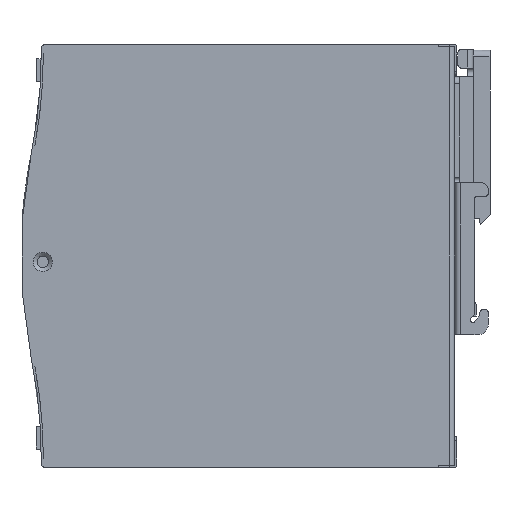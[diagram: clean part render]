
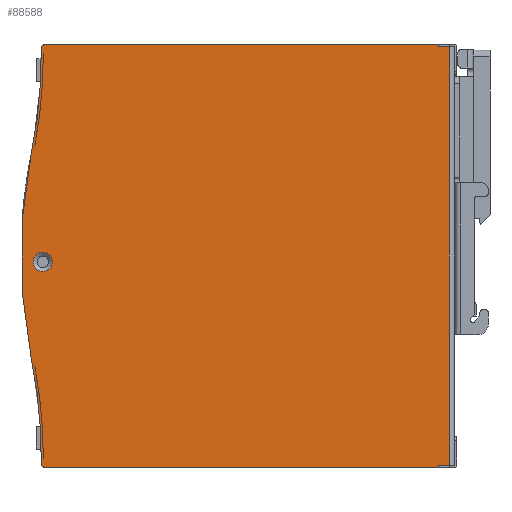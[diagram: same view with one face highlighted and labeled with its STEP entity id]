
A CAD part, front view. The second image highlights one B-rep face of the part: STEP entity #88588.
In plain terms, the highlighted planar face has unit normal (0, -1, 0).
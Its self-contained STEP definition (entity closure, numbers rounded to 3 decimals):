
#9982=CARTESIAN_POINT('',(1779.235,13.486,9046.731));
#9983=VERTEX_POINT('',#9982);
#9990=CARTESIAN_POINT('',(1782.251,13.486,9015.251));
#9991=VERTEX_POINT('',#9990);
#9992=CARTESIAN_POINT('',(1929.642,13.486,9045.252));
#9993=DIRECTION('',(0.0,-1.0,0.0));
#9994=DIRECTION('',(1.0,0.0,0.0));
#9995=AXIS2_PLACEMENT_3D('',#9992,#9993,#9994);
#9996=CIRCLE('',#9995,150.414);
#9997=EDGE_CURVE('',#9983,#9991,#9996,.T.);
#10047=CARTESIAN_POINT('',(1782.251,13.486,8955.031));
#10048=VERTEX_POINT('',#10047);
#10065=CARTESIAN_POINT('',(1634.793,13.486,8985.141));
#10066=DIRECTION('',(0.0,-1.0,0.0));
#10067=DIRECTION('',(1.0,0.0,0.0));
#10068=AXIS2_PLACEMENT_3D('',#10065,#10066,#10067);
#10069=CIRCLE('',#10068,150.5);
#10070=EDGE_CURVE('',#10048,#9991,#10069,.T.);
#10269=CARTESIAN_POINT('',(1779.235,13.486,8923.551));
#10270=VERTEX_POINT('',#10269);
#10271=CARTESIAN_POINT('',(1929.642,13.486,8925.03));
#10272=DIRECTION('',(0.0,-1.0,0.0));
#10273=DIRECTION('',(1.0,0.0,0.0));
#10274=AXIS2_PLACEMENT_3D('',#10271,#10272,#10273);
#10275=CIRCLE('',#10274,150.414);
#10276=EDGE_CURVE('',#10048,#10270,#10275,.T.);
#20301=CARTESIAN_POINT('',(1781.106,13.486,9018.007));
#20302=VERTEX_POINT('',#20301);
#20309=CARTESIAN_POINT('',(1778.628,13.486,9045.202));
#20310=VERTEX_POINT('',#20309);
#20311=CARTESIAN_POINT('',(1929.659,13.486,9045.254));
#20312=DIRECTION('',(0.0,-1.0,0.0));
#20313=DIRECTION('',(1.0,0.0,0.0));
#20314=AXIS2_PLACEMENT_3D('',#20311,#20312,#20313);
#20315=CIRCLE('',#20314,151.031);
#20316=EDGE_CURVE('',#20310,#20302,#20315,.T.);
#21011=CARTESIAN_POINT('',(1661.527,13.486,9047.741));
#21012=VERTEX_POINT('',#21011);
#21019=CARTESIAN_POINT('',(1778.235,13.486,9047.741));
#21020=VERTEX_POINT('',#21019);
#21021=CARTESIAN_POINT('',(1661.527,13.486,9047.741));
#21022=DIRECTION('',(1.0,0.0,0.0));
#21023=VECTOR('',#21022,116.709);
#21024=LINE('',#21021,#21023);
#21025=EDGE_CURVE('',#21012,#21020,#21024,.T.);
#30297=CARTESIAN_POINT('',(1661.527,13.486,9047.141));
#30298=VERTEX_POINT('',#30297);
#30299=CARTESIAN_POINT('',(1661.527,13.486,9047.741));
#30300=DIRECTION('',(0.0,0.0,-1.0));
#30301=VECTOR('',#30300,0.6);
#30302=LINE('',#30299,#30301);
#30303=EDGE_CURVE('',#21012,#30298,#30302,.T.);
#30567=CARTESIAN_POINT('',(1661.527,13.486,8923.141));
#30568=VERTEX_POINT('',#30567);
#30569=CARTESIAN_POINT('',(1661.527,13.486,8922.541));
#30570=VERTEX_POINT('',#30569);
#30571=CARTESIAN_POINT('',(1661.527,13.486,8923.141));
#30572=DIRECTION('',(0.0,0.,-1.0));
#30573=VECTOR('',#30572,0.6);
#30574=LINE('',#30571,#30573);
#30575=EDGE_CURVE('',#30568,#30570,#30574,.T.);
#30692=CARTESIAN_POINT('',(1778.235,13.486,8922.541));
#30693=VERTEX_POINT('',#30692);
#30694=CARTESIAN_POINT('',(1778.235,13.486,8923.541));
#30695=DIRECTION('',(0.0,-1.0,0.0));
#30696=DIRECTION('',(1.0,0.0,0.0));
#30697=AXIS2_PLACEMENT_3D('',#30694,#30695,#30696);
#30698=CIRCLE('',#30697,1.);
#30699=EDGE_CURVE('',#30693,#10270,#30698,.T.);
#30763=CARTESIAN_POINT('',(1778.235,13.486,9046.741));
#30764=DIRECTION('',(0.0,-1.0,0.0));
#30765=DIRECTION('',(1.0,0.0,0.0));
#30766=AXIS2_PLACEMENT_3D('',#30763,#30764,#30765);
#30767=CIRCLE('',#30766,1.);
#30768=EDGE_CURVE('',#9983,#21020,#30767,.T.);
#31719=CARTESIAN_POINT('',(1778.235,13.486,8922.541));
#31720=DIRECTION('',(-1.0,0.0,0.0));
#31721=VECTOR('',#31720,116.709);
#31722=LINE('',#31719,#31721);
#31723=EDGE_CURVE('',#30693,#30570,#31722,.T.);
#85602=CARTESIAN_POINT('',(1778.628,13.486,8925.08));
#85603=VERTEX_POINT('',#85602);
#85610=CARTESIAN_POINT('',(1781.106,13.486,8952.276));
#85611=VERTEX_POINT('',#85610);
#85612=CARTESIAN_POINT('',(1929.659,13.486,8925.028));
#85613=DIRECTION('',(0.0,-1.0,0.0));
#85614=DIRECTION('',(1.0,0.0,0.0));
#85615=AXIS2_PLACEMENT_3D('',#85612,#85613,#85614);
#85616=CIRCLE('',#85615,151.031);
#85617=EDGE_CURVE('',#85611,#85603,#85616,.T.);
#88291=CARTESIAN_POINT('',(1928.628,13.486,9045.16));
#88292=DIRECTION('',(0.0,-1.0,0.0));
#88293=DIRECTION('',(0.0,0.0,1.0));
#88294=AXIS2_PLACEMENT_3D('',#88291,#88292,#88293);
#88295=CIRCLE('',#88294,150.);
#88296=EDGE_CURVE('',#20310,#20302,#88295,.T.);
#88495=CARTESIAN_POINT('',(1658.393,13.486,8923.141));
#88496=VERTEX_POINT('',#88495);
#88497=CARTESIAN_POINT('',(1661.527,13.486,8923.141));
#88498=DIRECTION('',(-1.0,0.0,0.0));
#88499=VECTOR('',#88498,3.133);
#88500=LINE('',#88497,#88499);
#88501=EDGE_CURVE('',#30568,#88496,#88500,.T.);
#88521=CARTESIAN_POINT('',(1658.393,13.486,9047.141));
#88522=VERTEX_POINT('',#88521);
#88523=CARTESIAN_POINT('',(1658.393,13.486,8923.141));
#88524=DIRECTION('',(0.0,0.0,1.0));
#88525=VECTOR('',#88524,124.0);
#88526=LINE('',#88523,#88525);
#88527=EDGE_CURVE('',#88496,#88522,#88526,.T.);
#88539=CARTESIAN_POINT('',(1768.013,13.486,8997.141));
#88540=DIRECTION('',(0.0,-1.0,0.0));
#88541=DIRECTION('',(0.0,0.0,-1.0));
#88542=AXIS2_PLACEMENT_3D('',#88539,#88540,#88541);
#88543=PLANE('',#88542);
#88544=ORIENTED_EDGE('',*,*,#88501,.F.);
#88545=ORIENTED_EDGE('',*,*,#30575,.T.);
#88546=ORIENTED_EDGE('',*,*,#31723,.F.);
#88547=ORIENTED_EDGE('',*,*,#30699,.T.);
#88548=ORIENTED_EDGE('',*,*,#10276,.F.);
#88549=ORIENTED_EDGE('',*,*,#10070,.T.);
#88550=ORIENTED_EDGE('',*,*,#9997,.F.);
#88551=ORIENTED_EDGE('',*,*,#30768,.T.);
#88552=ORIENTED_EDGE('',*,*,#21025,.F.);
#88553=ORIENTED_EDGE('',*,*,#30303,.T.);
#88554=CARTESIAN_POINT('',(1661.527,13.486,9047.141));
#88555=DIRECTION('',(-1.,0.0,0.));
#88556=VECTOR('',#88555,3.133);
#88557=LINE('',#88554,#88556);
#88558=EDGE_CURVE('',#30298,#88522,#88557,.T.);
#88559=ORIENTED_EDGE('',*,*,#88558,.T.);
#88560=ORIENTED_EDGE('',*,*,#88527,.F.);
#88561=EDGE_LOOP('',(#88544,#88545,#88546,#88547,#88548,#88549,#88550,#88551,#88552,#88553,#88559,#88560));
#88562=FACE_OUTER_BOUND('',#88561,.T.);
#88563=CARTESIAN_POINT('',(1775.943,13.486,8986.891));
#88564=VERTEX_POINT('',#88563);
#88565=CARTESIAN_POINT('',(1778.793,13.486,8986.891));
#88566=DIRECTION('',(0.0,-1.0,0.0));
#88567=DIRECTION('',(-1.0,0.0,0.0));
#88568=AXIS2_PLACEMENT_3D('',#88565,#88566,#88567);
#88569=CIRCLE('',#88568,2.85);
#88570=EDGE_CURVE('',#88564,#88564,#88569,.T.);
#88571=ORIENTED_EDGE('',*,*,#88570,.F.);
#88572=EDGE_LOOP('',(#88571));
#88573=FACE_BOUND('',#88572,.T.);
#88574=ORIENTED_EDGE('',*,*,#85617,.T.);
#88575=CARTESIAN_POINT('',(1928.628,13.486,8925.122));
#88576=DIRECTION('',(0.0,-1.0,0.0));
#88577=DIRECTION('',(0.0,0.0,1.0));
#88578=AXIS2_PLACEMENT_3D('',#88575,#88576,#88577);
#88579=CIRCLE('',#88578,150.);
#88580=EDGE_CURVE('',#85611,#85603,#88579,.T.);
#88581=ORIENTED_EDGE('',*,*,#88580,.F.);
#88582=EDGE_LOOP('',(#88574,#88581));
#88583=FACE_BOUND('',#88582,.T.);
#88584=ORIENTED_EDGE('',*,*,#88296,.F.);
#88585=ORIENTED_EDGE('',*,*,#20316,.T.);
#88586=EDGE_LOOP('',(#88584,#88585));
#88587=FACE_BOUND('',#88586,.T.);
#88588=ADVANCED_FACE('',(#88562,#88573,#88583,#88587),#88543,.T.);
